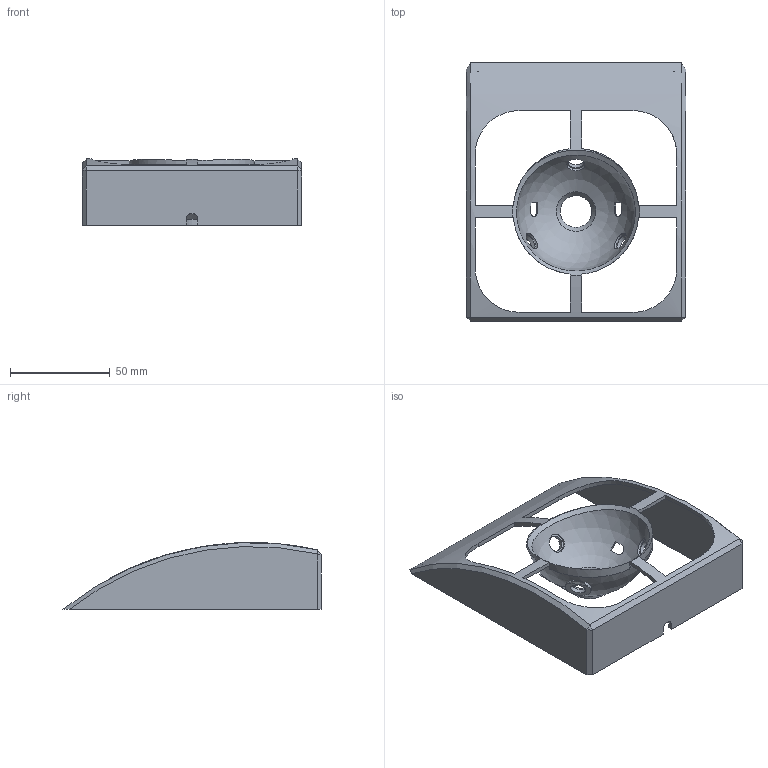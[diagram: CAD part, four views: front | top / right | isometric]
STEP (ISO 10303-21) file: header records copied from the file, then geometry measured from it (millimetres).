
FILE_DESCRIPTION(('Open CASCADE Model'),'2;1');
FILE_NAME('Open CASCADE Shape Model','2024-10-20T14:50:04',('Author'),( 'Open CASCADE'),'Open CASCADE STEP processor 7.7','Open CASCADE 7.7' ,'Unknown');
FILE_SCHEMA(('AUTOMOTIVE_DESIGN { 1 0 10303 214 1 1 1 1 }'));
Length unit declared in the file: millimetre
Products named in the file (1): COMPOUND
Bounding box: 110 x 129.61 x 33.6 mm (x, y, z)
Volume: 39306.2 mm3; surface area: 41817.6 mm2
Topology: 1 solids, 1 shells, 120 faces, 320 edges, 207 vertices
Faces by surface type: plane 70, cylinder 36, bspline 8, cone 4, sphere 2
Full cylindrical faces by diameter (mm): 2.9 x4, 7.7 x3, 9.2 x3, 13 x3, 16 x1, 20 x1
Entity records: 17486 total; most frequent: CARTESIAN_POINT 11515, DIRECTION 963, ORIENTED_EDGE 640, PCURVE 640, DEFINITIONAL_REPRESENTATION 640, LINE 461, VECTOR 461, EDGE_CURVE 320
